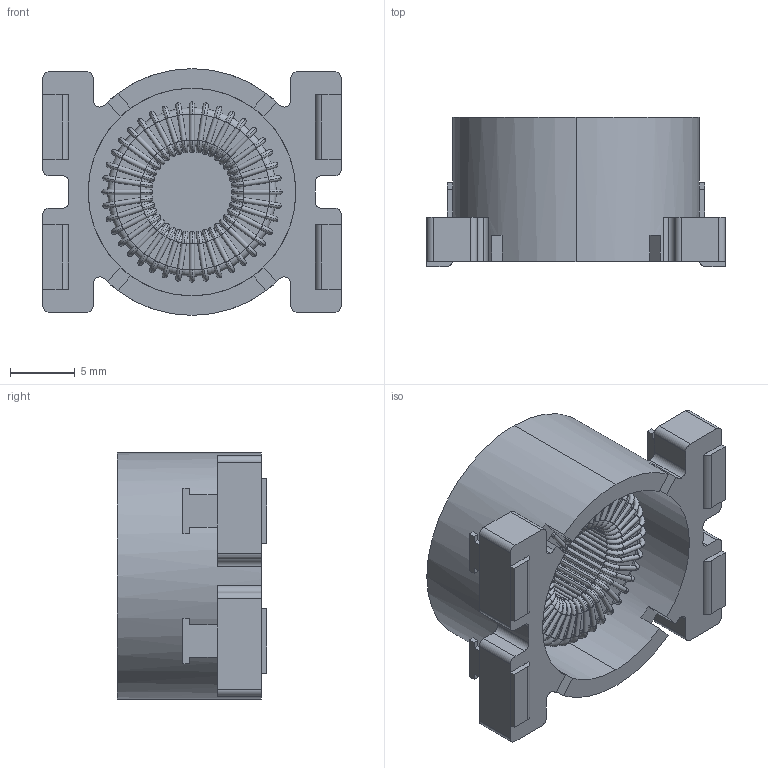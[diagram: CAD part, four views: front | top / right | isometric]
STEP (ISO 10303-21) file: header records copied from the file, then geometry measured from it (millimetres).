
FILE_DESCRIPTION (( 'STEP AP214' ), '1' );
FILE_NAME ('7448510091.STEP', '2022-08-04T13:30:41', ( '' ), ( '' ), 'SwSTEP 2.0', 'SolidWorks 2018', '' );
FILE_SCHEMA (( 'AUTOMOTIVE_DESIGN' ));
Length unit declared in the file: millimetre
Products named in the file (1): 7448510091
Bounding box: 23 x 11.5 x 19 mm (x, y, z)
Volume: 2037.8 mm3; surface area: 3854 mm2
Topology: 46 solids, 46 shells, 814 faces, 2078 edges, 1276 vertices
Faces by surface type: cylinder 366, torus 328, plane 120
Entity records: 32709 total; most frequent: DIRECTION 5120, CARTESIAN_POINT 4169, ORIENTED_EDGE 4156, AXIS2_PLACEMENT_3D 2227, EDGE_CURVE 2078, CIRCLE 1412, VERTEX_POINT 1276, EDGE_LOOP 824
